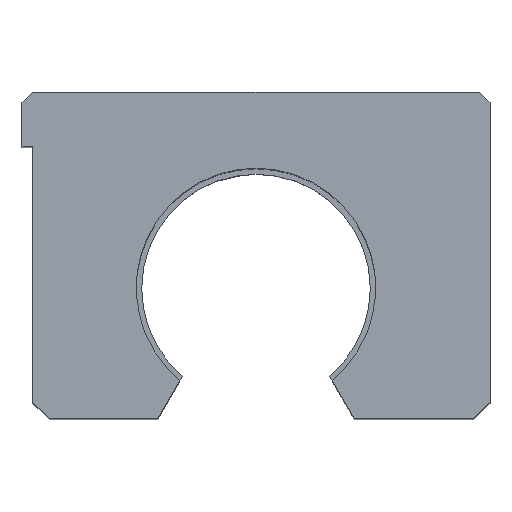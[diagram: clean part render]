
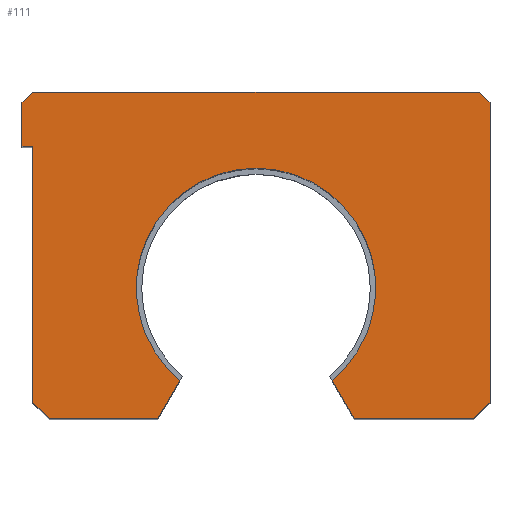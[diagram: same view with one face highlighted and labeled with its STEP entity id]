
A CAD part, top view. The second image highlights one B-rep face of the part: STEP entity #111.
In plain terms, the highlighted planar face has unit normal (0, 0, 1).
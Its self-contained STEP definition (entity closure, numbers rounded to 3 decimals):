
#111 = ADVANCED_FACE( '', ( #222 ), #223, .T. );
#222 = FACE_OUTER_BOUND( '', #374, .T. );
#223 = PLANE( '', #375 );
#374 = EDGE_LOOP( '', ( #721, #722, #723, #724, #725, #726, #727, #728, #729, #730, #731, #732, #733, #734, #735 ) );
#375 = AXIS2_PLACEMENT_3D( '', #736, #737, #738 );
#721 = ORIENTED_EDGE( '', *, *, #1097, .T. );
#722 = ORIENTED_EDGE( '', *, *, #1113, .F. );
#723 = ORIENTED_EDGE( '', *, *, #1114, .F. );
#724 = ORIENTED_EDGE( '', *, *, #1115, .F. );
#725 = ORIENTED_EDGE( '', *, *, #1116, .F. );
#726 = ORIENTED_EDGE( '', *, *, #1117, .F. );
#727 = ORIENTED_EDGE( '', *, *, #1118, .F. );
#728 = ORIENTED_EDGE( '', *, *, #1119, .F. );
#729 = ORIENTED_EDGE( '', *, *, #1120, .F. );
#730 = ORIENTED_EDGE( '', *, *, #1121, .F. );
#731 = ORIENTED_EDGE( '', *, *, #1122, .F. );
#732 = ORIENTED_EDGE( '', *, *, #1123, .F. );
#733 = ORIENTED_EDGE( '', *, *, #1108, .T. );
#734 = ORIENTED_EDGE( '', *, *, #1039, .T. );
#735 = ORIENTED_EDGE( '', *, *, #1112, .T. );
#736 = CARTESIAN_POINT( '', ( 0., 0., 76. ) );
#737 = DIRECTION( '', ( 0., 0., 1. ) );
#738 = DIRECTION( '', ( 1., 0., 0. ) );
#1039 = EDGE_CURVE( '', #1244, #1241, #1245, .T. );
#1097 = EDGE_CURVE( '', #1340, #1337, #1341, .T. );
#1108 = EDGE_CURVE( '', #1354, #1244, #1359, .T. );
#1112 = EDGE_CURVE( '', #1241, #1340, #1363, .T. );
#1113 = EDGE_CURVE( '', #1364, #1337, #1365, .T. );
#1114 = EDGE_CURVE( '', #1366, #1364, #1367, .T. );
#1115 = EDGE_CURVE( '', #1368, #1366, #1369, .T. );
#1116 = EDGE_CURVE( '', #1370, #1368, #1371, .T. );
#1117 = EDGE_CURVE( '', #1372, #1370, #1373, .T. );
#1118 = EDGE_CURVE( '', #1374, #1372, #1375, .T. );
#1119 = EDGE_CURVE( '', #1376, #1374, #1377, .T. );
#1120 = EDGE_CURVE( '', #1378, #1376, #1379, .T. );
#1121 = EDGE_CURVE( '', #1380, #1378, #1381, .T. );
#1122 = EDGE_CURVE( '', #1382, #1380, #1383, .T. );
#1123 = EDGE_CURVE( '', #1354, #1382, #1384, .T. );
#1241 = VERTEX_POINT( '', #1612 );
#1244 = VERTEX_POINT( '', #1616 );
#1245 = CIRCLE( '', #1617, 11. );
#1337 = VERTEX_POINT( '', #1896 );
#1340 = VERTEX_POINT( '', #1900 );
#1341 = LINE( '', #1901, #1902 );
#1354 = VERTEX_POINT( '', #1921 );
#1359 = LINE( '', #1930, #1931 );
#1363 = CIRCLE( '', #1935, 11. );
#1364 = VERTEX_POINT( '', #1936 );
#1365 = LINE( '', #1937, #1938 );
#1366 = VERTEX_POINT( '', #1939 );
#1367 = LINE( '', #1940, #1941 );
#1368 = VERTEX_POINT( '', #1942 );
#1369 = LINE( '', #1943, #1944 );
#1370 = VERTEX_POINT( '', #1945 );
#1371 = LINE( '', #1946, #1947 );
#1372 = VERTEX_POINT( '', #1948 );
#1373 = LINE( '', #1949, #1950 );
#1374 = VERTEX_POINT( '', #1951 );
#1375 = LINE( '', #1952, #1953 );
#1376 = VERTEX_POINT( '', #1954 );
#1377 = LINE( '', #1955, #1956 );
#1378 = VERTEX_POINT( '', #1957 );
#1379 = LINE( '', #1958, #1959 );
#1380 = VERTEX_POINT( '', #1960 );
#1381 = LINE( '', #1961, #1962 );
#1382 = VERTEX_POINT( '', #1963 );
#1383 = LINE( '', #1964, #1965 );
#1384 = LINE( '', #1966, #1967 );
#1612 = CARTESIAN_POINT( '', ( 0., 23., 76. ) );
#1616 = CARTESIAN_POINT( '', ( -7., 3.515, 76. ) );
#1617 = AXIS2_PLACEMENT_3D( '', #2159, #2160, #2161 );
#1896 = CARTESIAN_POINT( '', ( 9.029, 0., 76. ) );
#1900 = CARTESIAN_POINT( '', ( 7., 3.515, 76. ) );
#1901 = CARTESIAN_POINT( '', ( 8.189, 1.455, 76. ) );
#1902 = VECTOR( '', #2272, 1. );
#1921 = CARTESIAN_POINT( '', ( -9.029, 0., 76. ) );
#1930 = CARTESIAN_POINT( '', ( -3.386, 9.774, 76. ) );
#1931 = VECTOR( '', #2283, 1. );
#1935 = AXIS2_PLACEMENT_3D( '', #2293, #2294, #2295 );
#1936 = CARTESIAN_POINT( '', ( 20., 0., 76. ) );
#1937 = CARTESIAN_POINT( '', ( -19., 0., 76. ) );
#1938 = VECTOR( '', #2296, 1. );
#1939 = CARTESIAN_POINT( '', ( 21.5, 1.5, 76. ) );
#1940 = CARTESIAN_POINT( '', ( 20., 0., 76. ) );
#1941 = VECTOR( '', #2297, 1. );
#1942 = CARTESIAN_POINT( '', ( 21.5, 29., 76. ) );
#1943 = CARTESIAN_POINT( '', ( 21.5, 1.5, 76. ) );
#1944 = VECTOR( '', #2298, 1. );
#1945 = CARTESIAN_POINT( '', ( 20.5, 30., 76. ) );
#1946 = CARTESIAN_POINT( '', ( 21.5, 29., 76. ) );
#1947 = VECTOR( '', #2299, 1. );
#1948 = CARTESIAN_POINT( '', ( -20.5, 30., 76. ) );
#1949 = CARTESIAN_POINT( '', ( 20.5, 30., 76. ) );
#1950 = VECTOR( '', #2300, 1. );
#1951 = CARTESIAN_POINT( '', ( -21.5, 29., 76. ) );
#1952 = CARTESIAN_POINT( '', ( -20.5, 30., 76. ) );
#1953 = VECTOR( '', #2301, 1. );
#1954 = CARTESIAN_POINT( '', ( -21.5, 25., 76. ) );
#1955 = CARTESIAN_POINT( '', ( -21.5, 29., 76. ) );
#1956 = VECTOR( '', #2302, 1. );
#1957 = CARTESIAN_POINT( '', ( -20.5, 25., 76. ) );
#1958 = CARTESIAN_POINT( '', ( -21.5, 25., 76. ) );
#1959 = VECTOR( '', #2303, 1. );
#1960 = CARTESIAN_POINT( '', ( -20.5, 1.5, 76. ) );
#1961 = CARTESIAN_POINT( '', ( -20.5, 25., 76. ) );
#1962 = VECTOR( '', #2304, 1. );
#1963 = CARTESIAN_POINT( '', ( -19., 0., 76. ) );
#1964 = CARTESIAN_POINT( '', ( -20.5, 1.5, 76. ) );
#1965 = VECTOR( '', #2305, 1. );
#1966 = CARTESIAN_POINT( '', ( -19., 0., 76. ) );
#1967 = VECTOR( '', #2306, 1. );
#2159 = CARTESIAN_POINT( '', ( 0., 12., 76. ) );
#2160 = DIRECTION( '', ( 0., 0., -1. ) );
#2161 = DIRECTION( '', ( 0., 1., 0. ) );
#2272 = DIRECTION( '', ( 0.5, -0.866, 0. ) );
#2283 = DIRECTION( '', ( 0.5, 0.866, 0. ) );
#2293 = CARTESIAN_POINT( '', ( 0., 12., 76. ) );
#2294 = DIRECTION( '', ( 0., 0., -1. ) );
#2295 = DIRECTION( '', ( 0., 1., 0. ) );
#2296 = DIRECTION( '', ( -1., 0., 0. ) );
#2297 = DIRECTION( '', ( -0.707, -0.707, 0. ) );
#2298 = DIRECTION( '', ( 0., -1., 0. ) );
#2299 = DIRECTION( '', ( 0.707, -0.707, 0. ) );
#2300 = DIRECTION( '', ( 1., 0., 0. ) );
#2301 = DIRECTION( '', ( 0.707, 0.707, 0. ) );
#2302 = DIRECTION( '', ( 0., 1., 0. ) );
#2303 = DIRECTION( '', ( -1., 0., 0. ) );
#2304 = DIRECTION( '', ( 0., 1., 0. ) );
#2305 = DIRECTION( '', ( -0.707, 0.707, 0. ) );
#2306 = DIRECTION( '', ( -1., 0., 0. ) );
